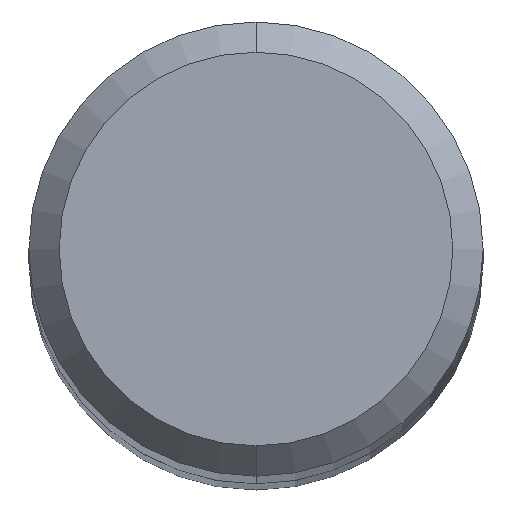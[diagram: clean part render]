
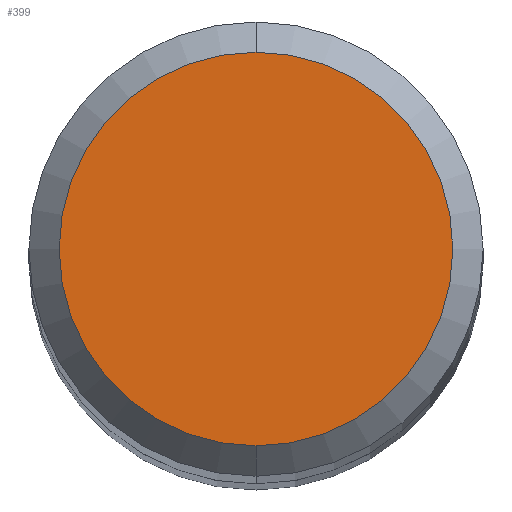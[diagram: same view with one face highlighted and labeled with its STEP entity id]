
A CAD part, top view. The second image highlights one B-rep face of the part: STEP entity #399.
In plain terms, the highlighted planar face has unit normal (0, 0, 1).
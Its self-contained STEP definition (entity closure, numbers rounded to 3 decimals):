
#291=EDGE_CURVE('',#387,#349,#581,.T.);
#349=VERTEX_POINT('',#645);
#387=VERTEX_POINT('',#685);
#399=ADVANCED_FACE('',(#697),#698,.T.);
#405=EDGE_CURVE('',#349,#387,#705,.T.);
#581=CIRCLE('',#1002,1.95);
#645=CARTESIAN_POINT('',(0.,-1.95,0.0));
#685=CARTESIAN_POINT('',(0.0,1.95,0.0));
#697=FACE_OUTER_BOUND('',#1263,.T.);
#698=PLANE('',#1264);
#705=CIRCLE('',#1272,1.95);
#1002=AXIS2_PLACEMENT_3D('',#1477,#1478,#1479);
#1263=EDGE_LOOP('',(#1598,#1599));
#1264=AXIS2_PLACEMENT_3D('',#1600,#1601,#1602);
#1272=AXIS2_PLACEMENT_3D('',#1611,#1612,#1613);
#1477=CARTESIAN_POINT('',(0.0,0.0,0.0));
#1478=DIRECTION('',(0.0,0.0,-1.0));
#1479=DIRECTION('',(0.0,1.0,0.0));
#1598=ORIENTED_EDGE('',*,*,#291,.F.);
#1599=ORIENTED_EDGE('',*,*,#405,.F.);
#1600=CARTESIAN_POINT('',(0.0,0.975,0.0));
#1601=DIRECTION('',(-0.0,0.0,1.0));
#1602=DIRECTION('',(0.0,-1.0,0.0));
#1611=CARTESIAN_POINT('',(0.0,0.0,0.0));
#1612=DIRECTION('',(0.0,0.0,-1.0));
#1613=DIRECTION('',(0.0,1.0,0.0));
